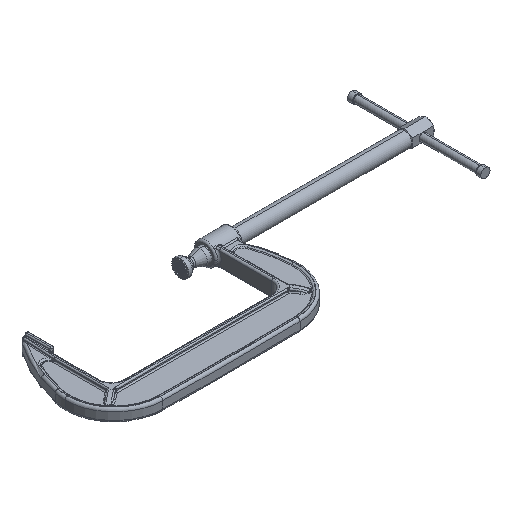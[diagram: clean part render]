
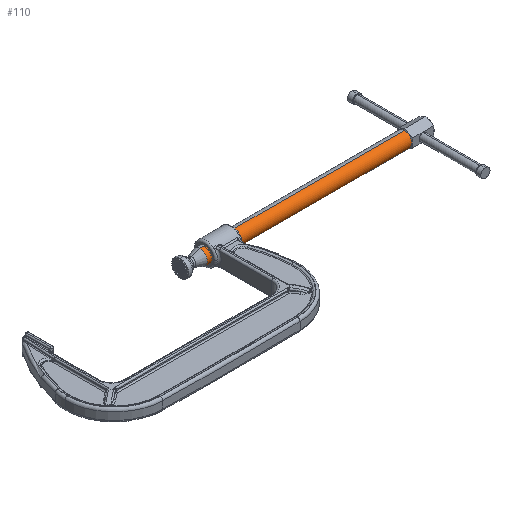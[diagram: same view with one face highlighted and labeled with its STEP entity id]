
A CAD part, isometric view. The second image highlights one B-rep face of the part: STEP entity #110.
In plain terms, the highlighted cylindrical face has radius 12 mm (diameter 24 mm), a partial arc.
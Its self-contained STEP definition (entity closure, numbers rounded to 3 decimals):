
#1 = VERTEX_POINT ( 'NONE', #11760 ) ;
#17 = VERTEX_POINT ( 'NONE', #11892 ) ;
#18 = VERTEX_POINT ( 'NONE', #11891 ) ;
#24 = EDGE_LOOP ( 'NONE', ( #214, #125, #159, #160 ) ) ;
#79 = EDGE_CURVE ( 'NONE', #17, #1, #11951, .T. ) ;
#110 = ADVANCED_FACE ( 'NONE', ( #12021 ), #12029, .T. ) ;
#124 = EDGE_CURVE ( 'NONE', #18, #354, #12051, .T. ) ;
#125 = ORIENTED_EDGE ( 'NONE', *, *, #357, .T. ) ;
#159 = ORIENTED_EDGE ( 'NONE', *, *, #79, .T. ) ;
#160 = ORIENTED_EDGE ( 'NONE', *, *, #312, .F. ) ;
#214 = ORIENTED_EDGE ( 'NONE', *, *, #124, .F. ) ;
#312 = EDGE_CURVE ( 'NONE', #354, #1, #12479, .T. ) ;
#354 = VERTEX_POINT ( 'NONE', #12548 ) ;
#357 = EDGE_CURVE ( 'NONE', #18, #17, #12630, .T. ) ;
#11760 = CARTESIAN_POINT ( 'NONE',  ( -282.828, -12., 0. ) ) ;
#11891 = CARTESIAN_POINT ( 'NONE',  ( 49.042, 12., 0. ) ) ;
#11892 = CARTESIAN_POINT ( 'NONE',  ( 49.042, -12., 0. ) ) ;
#11949 = VECTOR ( 'NONE', #11976, 1000. ) ;
#11950 = CARTESIAN_POINT ( 'NONE',  ( -318.828, -12., 0. ) ) ;
#11951 = LINE ( 'NONE', #11950, #11949 ) ;
#11976 = DIRECTION ( 'NONE',  ( -1., 0., 0. ) ) ;
#12010 = DIRECTION ( 'NONE',  ( 0., -1., 0. ) ) ;
#12011 = DIRECTION ( 'NONE',  ( -1., 0., 0. ) ) ;
#12012 = CARTESIAN_POINT ( 'NONE',  ( -318.828, 0., 0. ) ) ;
#12021 = FACE_OUTER_BOUND ( 'NONE', #24, .T. ) ;
#12028 = AXIS2_PLACEMENT_3D ( 'NONE', #12012, #12011, #12010 ) ;
#12029 = CYLINDRICAL_SURFACE ( 'NONE', #12028, 12. ) ;
#12051 = LINE ( 'NONE', #12073, #12072 ) ;
#12071 = DIRECTION ( 'NONE',  ( -1., 0., 0. ) ) ;
#12072 = VECTOR ( 'NONE', #12071, 1000. ) ;
#12073 = CARTESIAN_POINT ( 'NONE',  ( -318.828, 12., 0. ) ) ;
#12479 = CIRCLE ( 'NONE', #12508, 12. ) ;
#12505 = DIRECTION ( 'NONE',  ( 0., -1., 0. ) ) ;
#12506 = DIRECTION ( 'NONE',  ( -1., 0., 0. ) ) ;
#12507 = CARTESIAN_POINT ( 'NONE',  ( -282.828, 0., 0. ) ) ;
#12508 = AXIS2_PLACEMENT_3D ( 'NONE', #12507, #12506, #12505 ) ;
#12548 = CARTESIAN_POINT ( 'NONE',  ( -282.828, 12., 0. ) ) ;
#12594 = DIRECTION ( 'NONE',  ( 0., -1., 0. ) ) ;
#12595 = DIRECTION ( 'NONE',  ( -1., 0., 0. ) ) ;
#12596 = CARTESIAN_POINT ( 'NONE',  ( 49.042, 0., 0. ) ) ;
#12597 = AXIS2_PLACEMENT_3D ( 'NONE', #12596, #12595, #12594 ) ;
#12630 = CIRCLE ( 'NONE', #12597, 12. ) ;
